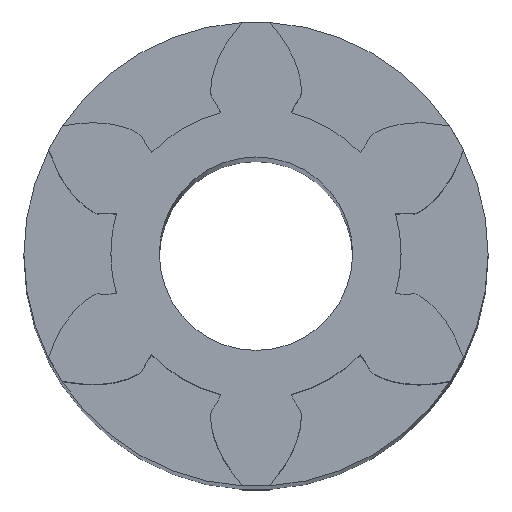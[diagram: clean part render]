
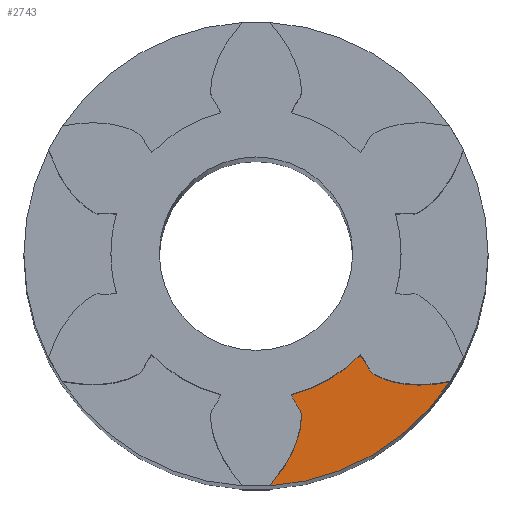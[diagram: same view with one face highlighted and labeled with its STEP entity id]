
A CAD part, top view. The second image highlights one B-rep face of the part: STEP entity #2743.
In plain terms, the highlighted planar face has unit normal (0, 0, 1).
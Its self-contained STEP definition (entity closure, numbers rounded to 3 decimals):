
#49 = CARTESIAN_POINT ( 'NONE',  ( 0.445, -1.878, 24.3 ) ) ;
#67 = CARTESIAN_POINT ( 'NONE',  ( 1.232, -1.252, 24.3 ) ) ;
#84 = CARTESIAN_POINT ( 'NONE',  ( 1.184, -1.219, 24.3 ) ) ;
#137 = CARTESIAN_POINT ( 'NONE',  ( 0.365, -1.456, 24.3 ) ) ;
#189 = VERTEX_POINT ( 'NONE', #1101 ) ;
#191 = CARTESIAN_POINT ( 'NONE',  ( 1.154, -1.155, 24.3 ) ) ;
#193 = AXIS2_PLACEMENT_3D ( 'NONE', #3101, #3755, #2850 ) ;
#331 = CARTESIAN_POINT ( 'NONE',  ( 0.359, -2.113, 24.3 ) ) ;
#347 = CARTESIAN_POINT ( 'NONE',  ( 0.469, -1.693, 24.3 ) ) ;
#419 = CARTESIAN_POINT ( 'NONE',  ( 1.404, -1.324, 24.3 ) ) ;
#441 = ORIENTED_EDGE ( 'NONE', *, *, #3066, .F. ) ;
#579 = ORIENTED_EDGE ( 'NONE', *, *, #1788, .F. ) ;
#698 = CARTESIAN_POINT ( 'NONE',  ( 0., 0., 24.3 ) ) ;
#713 = CARTESIAN_POINT ( 'NONE',  ( 1.181, -1.216, 24.3 ) ) ;
#846 = B_SPLINE_CURVE_WITH_KNOTS ( 'NONE', 3,
 ( #3558, #3010, #331, #49, #1226, #347, #1247, #1168, #2713, #2968 ),
 .UNSPECIFIED., .F., .F.,
 ( 4, 1, 1, 1, 1, 1, 1, 4 ),
 ( 0., 0.5, 0.75, 0.875, 0.938, 0.969, 0.984, 1. ),
 .UNSPECIFIED. ) ;
#874 = VERTEX_POINT ( 'NONE', #1420 ) ;
#944 = EDGE_CURVE ( 'NONE', #3197, #2101, #1765, .T. ) ;
#1022 = CARTESIAN_POINT ( 'NONE',  ( 2.004, -1.32, 24.3 ) ) ;
#1101 = CARTESIAN_POINT ( 'NONE',  ( 0.463, -1.631, 24.3 ) ) ;
#1122 = VERTEX_POINT ( 'NONE', #1235 ) ;
#1168 = CARTESIAN_POINT ( 'NONE',  ( 0.465, -1.644, 24.3 ) ) ;
#1189 = VERTEX_POINT ( 'NONE', #2489 ) ;
#1203 = CARTESIAN_POINT ( 'NONE',  ( 0.141, -2.396, 24.3 ) ) ;
#1226 = CARTESIAN_POINT ( 'NONE',  ( 0.466, -1.755, 24.3 ) ) ;
#1235 = CARTESIAN_POINT ( 'NONE',  ( 0.365, -1.455, 24.3 ) ) ;
#1247 = CARTESIAN_POINT ( 'NONE',  ( 0.467, -1.662, 24.3 ) ) ;
#1268 = DIRECTION ( 'NONE',  ( 0., 0., -1. ) ) ;
#1317 = CARTESIAN_POINT ( 'NONE',  ( 0.39, -1.518, 24.3 ) ) ;
#1335 = CARTESIAN_POINT ( 'NONE',  ( 0.365, -1.455, 24.3 ) ) ;
#1347 = CARTESIAN_POINT ( 'NONE',  ( 1.078, -1.043, 24.3 ) ) ;
#1420 = CARTESIAN_POINT ( 'NONE',  ( 1.078, -1.043, 24.3 ) ) ;
#1599 = PLANE ( 'NONE',  #3049 ) ;
#1628 = CARTESIAN_POINT ( 'NONE',  ( 0.463, -1.631, 24.3 ) ) ;
#1681 = CARTESIAN_POINT ( 'NONE',  ( 1.12, -1.097, 24.3 ) ) ;
#1693 = EDGE_LOOP ( 'NONE', ( #1821, #441, #2138, #3390, #3202, #579 ) ) ;
#1765 = CIRCLE ( 'NONE', #193, 2.4 ) ;
#1788 = EDGE_CURVE ( 'NONE', #874, #1189, #3761, .T. ) ;
#1821 = ORIENTED_EDGE ( 'NONE', *, *, #2592, .T. ) ;
#1868 = CARTESIAN_POINT ( 'NONE',  ( 1.287, -1.281, 24.3 ) ) ;
#1887 = CARTESIAN_POINT ( 'NONE',  ( 0.424, -1.577, 24.3 ) ) ;
#1906 = FACE_OUTER_BOUND ( 'NONE', #1693, .T. ) ;
#1920 = CARTESIAN_POINT ( 'NONE',  ( 1.191, -1.225, 24.3 ) ) ;
#1973 = CARTESIAN_POINT ( 'NONE',  ( 1.181, -1.216, 24.3 ) ) ;
#2101 = VERTEX_POINT ( 'NONE', #3432 ) ;
#2138 = ORIENTED_EDGE ( 'NONE', *, *, #2855, .F. ) ;
#2201 = CARTESIAN_POINT ( 'NONE',  ( 1.865, -1.349, 24.3 ) ) ;
#2237 = AXIS2_PLACEMENT_3D ( 'NONE', #2430, #1268, #3283 ) ;
#2430 = CARTESIAN_POINT ( 'NONE',  ( 0., 0., 24.3 ) ) ;
#2489 = CARTESIAN_POINT ( 'NONE',  ( 1.181, -1.216, 24.3 ) ) ;
#2514 = CARTESIAN_POINT ( 'NONE',  ( 1.65, -1.367, 24.3 ) ) ;
#2592 = EDGE_CURVE ( 'NONE', #874, #1122, #2851, .T. ) ;
#2713 = CARTESIAN_POINT ( 'NONE',  ( 0.464, -1.635, 24.3 ) ) ;
#2743 = ADVANCED_FACE ( 'NONE', ( #1906 ), #1599, .T. ) ;
#2749 = CARTESIAN_POINT ( 'NONE',  ( 1.205, -1.235, 24.3 ) ) ;
#2850 = DIRECTION ( 'NONE',  ( 1., 0., 0. ) ) ;
#2851 = CIRCLE ( 'NONE', #2237, 1.5 ) ;
#2855 = EDGE_CURVE ( 'NONE', #3197, #189, #846, .T. ) ;
#2968 = CARTESIAN_POINT ( 'NONE',  ( 0.463, -1.631, 24.3 ) ) ;
#3010 = CARTESIAN_POINT ( 'NONE',  ( 0.236, -2.29, 24.3 ) ) ;
#3030 = EDGE_CURVE ( 'NONE', #1189, #2101, #3602, .T. ) ;
#3049 = AXIS2_PLACEMENT_3D ( 'NONE', #698, #3083, #3098 ) ;
#3066 = EDGE_CURVE ( 'NONE', #189, #1122, #3449, .T. ) ;
#3083 = DIRECTION ( 'NONE',  ( 0., 0., 1. ) ) ;
#3098 = DIRECTION ( 'NONE',  ( 1., 0., 0. ) ) ;
#3101 = CARTESIAN_POINT ( 'NONE',  ( 0., 0., 24.3 ) ) ;
#3197 = VERTEX_POINT ( 'NONE', #1203 ) ;
#3202 = ORIENTED_EDGE ( 'NONE', *, *, #3030, .F. ) ;
#3283 = DIRECTION ( 'NONE',  ( 1., 0., 0. ) ) ;
#3390 = ORIENTED_EDGE ( 'NONE', *, *, #944, .T. ) ;
#3432 = CARTESIAN_POINT ( 'NONE',  ( 2.004, -1.32, 24.3 ) ) ;
#3449 = B_SPLINE_CURVE_WITH_KNOTS ( 'NONE', 3,
 ( #1628, #1887, #1317, #137, #1335 ),
 .UNSPECIFIED., .F., .F.,
 ( 4, 1, 4 ),
 ( 0., 0.25, 0.253 ),
 .UNSPECIFIED. ) ;
#3558 = CARTESIAN_POINT ( 'NONE',  ( 0.141, -2.396, 24.3 ) ) ;
#3602 = B_SPLINE_CURVE_WITH_KNOTS ( 'NONE', 3,
 ( #713, #84, #1920, #2749, #67, #1868, #419, #2514, #2201, #1022 ),
 .UNSPECIFIED., .F., .F.,
 ( 4, 1, 1, 1, 1, 1, 1, 4 ),
 ( 0., 0.016, 0.031, 0.063, 0.125, 0.25, 0.5, 1. ),
 .UNSPECIFIED. ) ;
#3755 = DIRECTION ( 'NONE',  ( 0., 0., 1. ) ) ;
#3761 = B_SPLINE_CURVE_WITH_KNOTS ( 'NONE', 3,
 ( #1347, #3826, #1681, #191, #1973 ),
 .UNSPECIFIED., .F., .F.,
 ( 4, 1, 4 ),
 ( 0.747, 0.75, 1. ),
 .UNSPECIFIED. ) ;
#3826 = CARTESIAN_POINT ( 'NONE',  ( 1.078, -1.044, 24.3 ) ) ;
